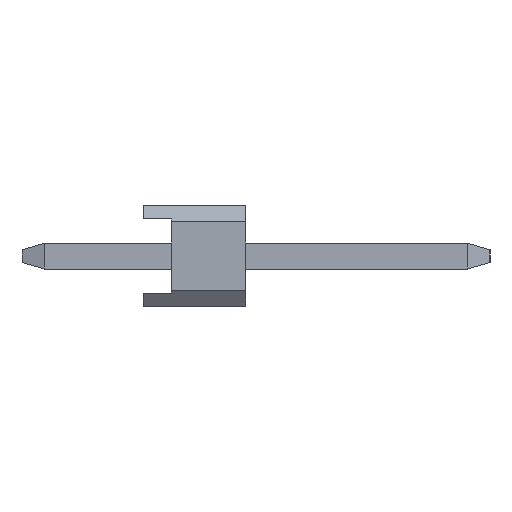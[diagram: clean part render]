
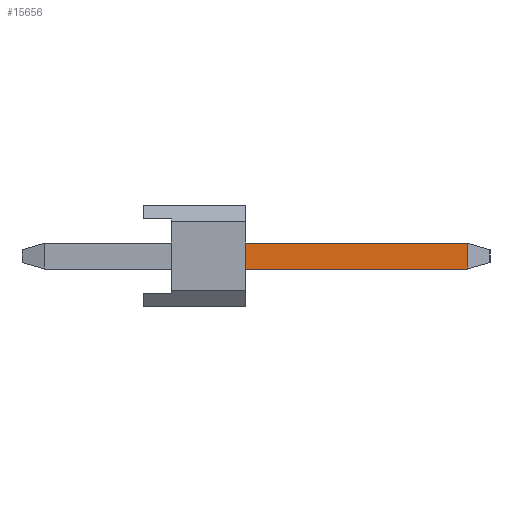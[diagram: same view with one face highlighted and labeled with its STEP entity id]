
A CAD part, left-side view. The second image highlights one B-rep face of the part: STEP entity #15656.
In plain terms, the highlighted planar face has unit normal (-1, 0, 0).
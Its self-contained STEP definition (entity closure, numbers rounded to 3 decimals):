
#8026=EDGE_CURVE('',#8424,#10966,#19343,.T.);
#8424=VERTEX_POINT('',#19782);
#9730=EDGE_CURVE('',#15910,#11112,#21213,.T.);
#10670=EDGE_CURVE('',#10966,#15910,#22246,.T.);
#10966=VERTEX_POINT('',#22573);
#11112=VERTEX_POINT('',#22735);
#15656=ADVANCED_FACE('',(#27762),#27763,.T.);
#15702=EDGE_CURVE('',#11112,#8424,#27814,.T.);
#15910=VERTEX_POINT('',#28038);
#19343=LINE('',#32815,#32816);
#19782=CARTESIAN_POINT('',(-44.77,-2.54,0.32));
#21213=LINE('',#35523,#35524);
#22246=LINE('',#37000,#37001);
#22573=CARTESIAN_POINT('',(-44.77,-8.054,0.32));
#22735=CARTESIAN_POINT('',(-44.77,-2.54,-0.32));
#27762=FACE_OUTER_BOUND('',#44975,.T.);
#27763=PLANE('',#44976);
#27814=LINE('',#45044,#45045);
#28038=CARTESIAN_POINT('',(-44.77,-8.054,-0.32));
#32815=CARTESIAN_POINT('',(-44.77,-2.8,0.32));
#32816=VECTOR('',#49086,1.0);
#35523=CARTESIAN_POINT('',(-44.77,2.454,-0.32));
#35524=VECTOR('',#50887,1.0);
#37000=CARTESIAN_POINT('',(-44.77,-8.054,0.5));
#37001=VECTOR('',#51883,1.0);
#44975=EDGE_LOOP('',(#57622,#57623,#57624,#57625));
#44976=AXIS2_PLACEMENT_3D('',#57626,#57627,#57628);
#45044=CARTESIAN_POINT('',(-44.77,-2.54,0.252));
#45045=VECTOR('',#57679,1.0);
#49086=DIRECTION('',(0.,-1.0,0.));
#50887=DIRECTION('',(0.,1.0,0.));
#51883=DIRECTION('',(0.0,0.,-1.0));
#57622=ORIENTED_EDGE('',*,*,#15702,.F.);
#57623=ORIENTED_EDGE('',*,*,#9730,.F.);
#57624=ORIENTED_EDGE('',*,*,#10670,.F.);
#57625=ORIENTED_EDGE('',*,*,#8026,.F.);
#57626=CARTESIAN_POINT('',(-44.77,2.454,0.5));
#57627=DIRECTION('',(-1.0,0.,0.));
#57628=DIRECTION('',(0.,1.0,0.));
#57679=DIRECTION('',(0.,0.,1.0));
